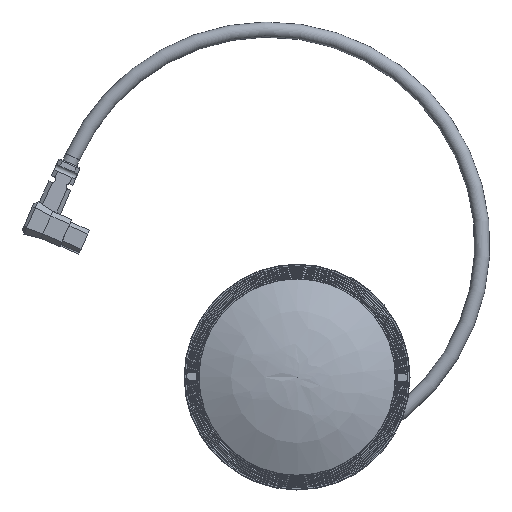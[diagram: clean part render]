
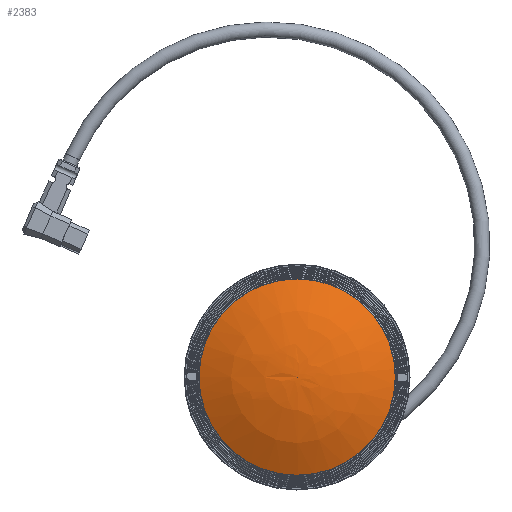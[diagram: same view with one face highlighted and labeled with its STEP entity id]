
A CAD part, left-side view. The second image highlights one B-rep face of the part: STEP entity #2383.
In plain terms, the highlighted face is a revolution surface.
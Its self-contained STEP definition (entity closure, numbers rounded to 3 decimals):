
#154=SURFACE_OF_REVOLUTION('',#2967,#156);
#156=AXIS1_PLACEMENT('',#15952,#12756);
#158=VERTEX_LOOP('',#8402);
#2383=ADVANCED_FACE('',(#3711,#3712),#154,.F.);
#2913=B_SPLINE_CURVE_WITH_KNOTS('',3,(#14862,#14863,#14864,#14865,#14866,
#14867,#14868,#14869,#14870,#14871,#14872,#14873,#14874,#14875,#14876,#14877,
#14878,#14879),.UNSPECIFIED.,.T.,.F.,(2,2,2,2,2,2,2,2,2,2,2),(-0.125,0.,
0.125,0.25,0.375,0.5,0.625,0.75,0.875,1.,1.125),.UNSPECIFIED.);
#2967=B_SPLINE_CURVE_WITH_KNOTS('',3,(#15947,#15948,#15949,#15950,#15951),
 .UNSPECIFIED.,.F.,.F.,(4,1,4),(0.,0.506,1.),.UNSPECIFIED.);
#3711=FACE_BOUND('',#4209,.T.);
#3712=FACE_BOUND('',#158,.T.);
#4209=EDGE_LOOP('',(#5233));
#5233=ORIENTED_EDGE('',*,*,#9678,.F.);
#8305=VERTEX_POINT('',#14880);
#8402=VERTEX_POINT('',#15946);
#9678=EDGE_CURVE('',#8305,#8305,#2913,.T.);
#12756=DIRECTION('',(-1.,0.,0.));
#14862=CARTESIAN_POINT('',(-59.456,6.332,24.187));
#14863=CARTESIAN_POINT('',(-59.456,-6.332,24.187));
#14864=CARTESIAN_POINT('',(-59.456,-12.625,21.58));
#14865=CARTESIAN_POINT('',(-59.456,-21.58,12.625));
#14866=CARTESIAN_POINT('',(-59.456,-24.187,6.332));
#14867=CARTESIAN_POINT('',(-59.456,-24.187,-6.332));
#14868=CARTESIAN_POINT('',(-59.456,-21.58,-12.625));
#14869=CARTESIAN_POINT('',(-59.456,-12.625,-21.58));
#14870=CARTESIAN_POINT('',(-59.456,-6.332,-24.187));
#14871=CARTESIAN_POINT('',(-59.456,6.332,-24.187));
#14872=CARTESIAN_POINT('',(-59.456,12.625,-21.58));
#14873=CARTESIAN_POINT('',(-59.456,21.58,-12.625));
#14874=CARTESIAN_POINT('',(-59.456,24.187,-6.332));
#14875=CARTESIAN_POINT('',(-59.456,24.187,6.332));
#14876=CARTESIAN_POINT('',(-59.456,21.58,12.625));
#14877=CARTESIAN_POINT('',(-59.456,12.625,21.58));
#14878=CARTESIAN_POINT('',(-59.456,6.332,24.187));
#14879=CARTESIAN_POINT('',(-59.456,-6.332,24.187));
#14880=CARTESIAN_POINT('',(-59.454,0.,24.186));
#15946=CARTESIAN_POINT('',(-65.389,0.,0.));
#15947=CARTESIAN_POINT('',(-65.389,0.,0.));
#15948=CARTESIAN_POINT('',(-65.389,4.082,0.));
#15949=CARTESIAN_POINT('',(-64.454,12.143,0.));
#15950=CARTESIAN_POINT('',(-61.532,20.205,0.));
#15951=CARTESIAN_POINT('',(-59.452,24.185,0.));
#15952=CARTESIAN_POINT('',(-65.389,0.,0.));
